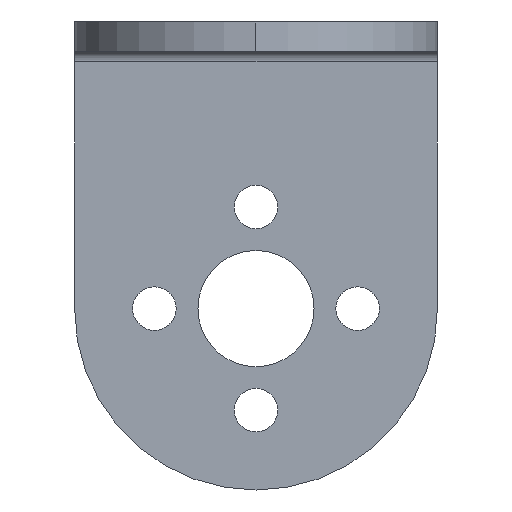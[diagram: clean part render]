
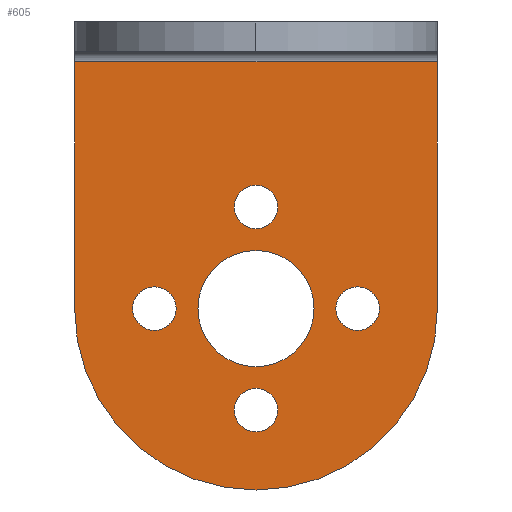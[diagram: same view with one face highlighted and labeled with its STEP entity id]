
A CAD part, left-side view. The second image highlights one B-rep face of the part: STEP entity #605.
In plain terms, the highlighted planar face has unit normal (-1, 0, 0).
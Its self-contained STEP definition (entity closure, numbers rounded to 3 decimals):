
#11 = CARTESIAN_POINT ( 'NONE',  ( 0., -12.5, -2.737 ) ) ;
#13 = ORIENTED_EDGE ( 'NONE', *, *, #378, .T. ) ;
#21 = EDGE_CURVE ( 'NONE', #283, #1054, #194, .T. ) ;
#22 = ORIENTED_EDGE ( 'NONE', *, *, #21, .T. ) ;
#25 = DIRECTION ( 'NONE',  ( 1., 0., 0. ) ) ;
#31 = VECTOR ( 'NONE', #1044, 1000. ) ;
#40 = CIRCLE ( 'NONE', #336, 1.5 ) ;
#45 = DIRECTION ( 'NONE',  ( 0., 0., -1. ) ) ;
#47 = DIRECTION ( 'NONE',  ( 1., 0., 0. ) ) ;
#54 = VERTEX_POINT ( 'NONE', #879 ) ;
#56 = CARTESIAN_POINT ( 'NONE',  ( 0., 0., -25.245 ) ) ;
#57 = CARTESIAN_POINT ( 'NONE',  ( 0., 0., 18.255 ) ) ;
#58 = ORIENTED_EDGE ( 'NONE', *, *, #725, .T. ) ;
#105 = CARTESIAN_POINT ( 'NONE',  ( 0., 0., -2.737 ) ) ;
#106 = ORIENTED_EDGE ( 'NONE', *, *, #435, .T. ) ;
#134 = DIRECTION ( 'NONE',  ( 0., 0., -1. ) ) ;
#167 = FACE_BOUND ( 'NONE', #1094, .T. ) ;
#170 = DIRECTION ( 'NONE',  ( 0., 0., -1. ) ) ;
#173 = CARTESIAN_POINT ( 'NONE',  ( 0., 12.5, -2. ) ) ;
#194 = CIRCLE ( 'NONE', #909, 1.5 ) ;
#195 = VERTEX_POINT ( 'NONE', #676 ) ;
#200 = VERTEX_POINT ( 'NONE', #578 ) ;
#204 = DIRECTION ( 'NONE',  ( 1., 0., 0. ) ) ;
#206 = EDGE_CURVE ( 'NONE', #279, #1111, #831, .T. ) ;
#208 = CIRCLE ( 'NONE', #922, 1.5 ) ;
#248 = VERTEX_POINT ( 'NONE', #11 ) ;
#249 = FACE_BOUND ( 'NONE', #871, .T. ) ;
#253 = CARTESIAN_POINT ( 'NONE',  ( 0., 0., -12.745 ) ) ;
#265 = DIRECTION ( 'NONE',  ( 1., 0., 0. ) ) ;
#279 = VERTEX_POINT ( 'NONE', #684 ) ;
#281 = DIRECTION ( 'NONE',  ( 0., 1., 0. ) ) ;
#283 = VERTEX_POINT ( 'NONE', #520 ) ;
#288 = CARTESIAN_POINT ( 'NONE',  ( 0., 0., -19.745 ) ) ;
#294 = CARTESIAN_POINT ( 'NONE',  ( 0., 0., -26.745 ) ) ;
#298 = VERTEX_POINT ( 'NONE', #355 ) ;
#302 = ORIENTED_EDGE ( 'NONE', *, *, #849, .T. ) ;
#309 = CARTESIAN_POINT ( 'NONE',  ( 0., 0., -19.745 ) ) ;
#312 = CARTESIAN_POINT ( 'NONE',  ( 0., 0., -19.745 ) ) ;
#327 = CIRCLE ( 'NONE', #775, 4. ) ;
#332 = DIRECTION ( 'NONE',  ( 0., 0., -1. ) ) ;
#336 = AXIS2_PLACEMENT_3D ( 'NONE', #1091, #1002, #842 ) ;
#338 = DIRECTION ( 'NONE',  ( 0., 0., -1. ) ) ;
#343 = DIRECTION ( 'NONE',  ( 1., 0., 0. ) ) ;
#346 = EDGE_CURVE ( 'NONE', #733, #54, #40, .T. ) ;
#355 = CARTESIAN_POINT ( 'NONE',  ( 0., -7., -18.245 ) ) ;
#358 = EDGE_CURVE ( 'NONE', #298, #467, #691, .T. ) ;
#366 = AXIS2_PLACEMENT_3D ( 'NONE', #651, #1020, #566 ) ;
#378 = EDGE_CURVE ( 'NONE', #248, #195, #900, .T. ) ;
#424 = CIRCLE ( 'NONE', #366, 12.5 ) ;
#425 = DIRECTION ( 'NONE',  ( 1., 0., 0. ) ) ;
#429 = VERTEX_POINT ( 'NONE', #978 ) ;
#432 = CARTESIAN_POINT ( 'NONE',  ( 0., 0., -32.245 ) ) ;
#435 = EDGE_CURVE ( 'NONE', #429, #200, #636, .T. ) ;
#443 = DIRECTION ( 'NONE',  ( 0., 0., -1. ) ) ;
#467 = VERTEX_POINT ( 'NONE', #648 ) ;
#484 = EDGE_CURVE ( 'NONE', #768, #839, #208, .T. ) ;
#509 = DIRECTION ( 'NONE',  ( 0., 0., -1. ) ) ;
#515 = DIRECTION ( 'NONE',  ( 1., 0., 0. ) ) ;
#520 = CARTESIAN_POINT ( 'NONE',  ( 0., 0., -28.245 ) ) ;
#532 = CIRCLE ( 'NONE', #735, 1.5 ) ;
#533 = CARTESIAN_POINT ( 'NONE',  ( 0., 7., -19.745 ) ) ;
#543 = AXIS2_PLACEMENT_3D ( 'NONE', #288, #204, #45 ) ;
#549 = ORIENTED_EDGE ( 'NONE', *, *, #358, .T. ) ;
#557 = EDGE_LOOP ( 'NONE', ( #640, #58 ) ) ;
#558 = VECTOR ( 'NONE', #807, 1000. ) ;
#562 = CARTESIAN_POINT ( 'NONE',  ( 0., 0., -12.745 ) ) ;
#566 = DIRECTION ( 'NONE',  ( 0., 0., -1. ) ) ;
#570 = EDGE_CURVE ( 'NONE', #467, #298, #769, .T. ) ;
#578 = CARTESIAN_POINT ( 'NONE',  ( 0., 0., -15.745 ) ) ;
#587 = DIRECTION ( 'NONE',  ( 1., 0., 0. ) ) ;
#602 = PLANE ( 'NONE',  #660 ) ;
#605 = ADVANCED_FACE ( 'NONE', ( #868, #854, #167, #249, #674, #608 ), #602, .F. ) ;
#608 = FACE_OUTER_BOUND ( 'NONE', #658, .T. ) ;
#610 = CARTESIAN_POINT ( 'NONE',  ( 0., -7., -19.745 ) ) ;
#629 = VERTEX_POINT ( 'NONE', #874 ) ;
#632 = AXIS2_PLACEMENT_3D ( 'NONE', #294, #25, #134 ) ;
#636 = CIRCLE ( 'NONE', #543, 4. ) ;
#639 = EDGE_LOOP ( 'NONE', ( #1006, #549 ) ) ;
#640 = ORIENTED_EDGE ( 'NONE', *, *, #484, .T. ) ;
#648 = CARTESIAN_POINT ( 'NONE',  ( 0., -7., -21.245 ) ) ;
#649 = ORIENTED_EDGE ( 'NONE', *, *, #709, .T. ) ;
#651 = CARTESIAN_POINT ( 'NONE',  ( 0., 0., -19.745 ) ) ;
#658 = EDGE_LOOP ( 'NONE', ( #1119, #13, #961, #997, #1025 ) ) ;
#660 = AXIS2_PLACEMENT_3D ( 'NONE', #57, #786, #682 ) ;
#662 = CARTESIAN_POINT ( 'NONE',  ( 0., 0., -26.745 ) ) ;
#674 = FACE_BOUND ( 'NONE', #639, .T. ) ;
#676 = CARTESIAN_POINT ( 'NONE',  ( 0., 12.5, -2.737 ) ) ;
#682 = DIRECTION ( 'NONE',  ( 0., 0., -1. ) ) ;
#684 = CARTESIAN_POINT ( 'NONE',  ( 0., -12.5, -19.745 ) ) ;
#687 = CARTESIAN_POINT ( 'NONE',  ( 0., -12.5, -2. ) ) ;
#691 = CIRCLE ( 'NONE', #840, 1.5 ) ;
#709 = EDGE_CURVE ( 'NONE', #54, #733, #1032, .T. ) ;
#713 = EDGE_LOOP ( 'NONE', ( #106, #908 ) ) ;
#715 = LINE ( 'NONE', #173, #558 ) ;
#725 = EDGE_CURVE ( 'NONE', #839, #768, #532, .T. ) ;
#733 = VERTEX_POINT ( 'NONE', #884 ) ;
#735 = AXIS2_PLACEMENT_3D ( 'NONE', #253, #343, #443 ) ;
#748 = VECTOR ( 'NONE', #281, 1000. ) ;
#768 = VERTEX_POINT ( 'NONE', #1079 ) ;
#769 = CIRCLE ( 'NONE', #1066, 1.5 ) ;
#775 = AXIS2_PLACEMENT_3D ( 'NONE', #312, #425, #332 ) ;
#777 = LINE ( 'NONE', #687, #31 ) ;
#786 = DIRECTION ( 'NONE',  ( 1., 0., 0. ) ) ;
#807 = DIRECTION ( 'NONE',  ( 0., 0., -1. ) ) ;
#828 = DIRECTION ( 'NONE',  ( 1., 0., 0. ) ) ;
#831 = CIRCLE ( 'NONE', #1132, 12.5 ) ;
#839 = VERTEX_POINT ( 'NONE', #841 ) ;
#840 = AXIS2_PLACEMENT_3D ( 'NONE', #610, #974, #1148 ) ;
#841 = CARTESIAN_POINT ( 'NONE',  ( 0., 0., -11.245 ) ) ;
#842 = DIRECTION ( 'NONE',  ( 0., 0., -1. ) ) ;
#849 = EDGE_CURVE ( 'NONE', #1054, #283, #877, .T. ) ;
#854 = FACE_BOUND ( 'NONE', #557, .T. ) ;
#868 = FACE_BOUND ( 'NONE', #713, .T. ) ;
#871 = EDGE_LOOP ( 'NONE', ( #22, #302 ) ) ;
#874 = CARTESIAN_POINT ( 'NONE',  ( 0., 12.5, -19.745 ) ) ;
#877 = CIRCLE ( 'NONE', #632, 1.5 ) ;
#879 = CARTESIAN_POINT ( 'NONE',  ( 0., 7., -18.245 ) ) ;
#884 = CARTESIAN_POINT ( 'NONE',  ( 0., 7., -21.245 ) ) ;
#889 = AXIS2_PLACEMENT_3D ( 'NONE', #533, #265, #170 ) ;
#900 = LINE ( 'NONE', #105, #748 ) ;
#905 = EDGE_CURVE ( 'NONE', #1111, #629, #424, .T. ) ;
#908 = ORIENTED_EDGE ( 'NONE', *, *, #1018, .T. ) ;
#909 = AXIS2_PLACEMENT_3D ( 'NONE', #662, #587, #509 ) ;
#922 = AXIS2_PLACEMENT_3D ( 'NONE', #562, #828, #927 ) ;
#927 = DIRECTION ( 'NONE',  ( 0., 0., -1. ) ) ;
#961 = ORIENTED_EDGE ( 'NONE', *, *, #1143, .T. ) ;
#968 = CARTESIAN_POINT ( 'NONE',  ( 0., -7., -19.745 ) ) ;
#974 = DIRECTION ( 'NONE',  ( 1., 0., 0. ) ) ;
#978 = CARTESIAN_POINT ( 'NONE',  ( 0., 0., -23.745 ) ) ;
#997 = ORIENTED_EDGE ( 'NONE', *, *, #905, .F. ) ;
#1002 = DIRECTION ( 'NONE',  ( 1., 0., 0. ) ) ;
#1006 = ORIENTED_EDGE ( 'NONE', *, *, #570, .T. ) ;
#1018 = EDGE_CURVE ( 'NONE', #200, #429, #327, .T. ) ;
#1020 = DIRECTION ( 'NONE',  ( 1., 0., 0. ) ) ;
#1025 = ORIENTED_EDGE ( 'NONE', *, *, #206, .F. ) ;
#1032 = CIRCLE ( 'NONE', #889, 1.5 ) ;
#1044 = DIRECTION ( 'NONE',  ( 0., 0., -1. ) ) ;
#1054 = VERTEX_POINT ( 'NONE', #56 ) ;
#1065 = ORIENTED_EDGE ( 'NONE', *, *, #346, .T. ) ;
#1066 = AXIS2_PLACEMENT_3D ( 'NONE', #968, #515, #338 ) ;
#1079 = CARTESIAN_POINT ( 'NONE',  ( 0., 0., -14.245 ) ) ;
#1091 = CARTESIAN_POINT ( 'NONE',  ( 0., 7., -19.745 ) ) ;
#1094 = EDGE_LOOP ( 'NONE', ( #1065, #649 ) ) ;
#1102 = EDGE_CURVE ( 'NONE', #248, #279, #777, .T. ) ;
#1111 = VERTEX_POINT ( 'NONE', #432 ) ;
#1119 = ORIENTED_EDGE ( 'NONE', *, *, #1102, .F. ) ;
#1128 = DIRECTION ( 'NONE',  ( 0., 0., -1. ) ) ;
#1132 = AXIS2_PLACEMENT_3D ( 'NONE', #309, #47, #1128 ) ;
#1143 = EDGE_CURVE ( 'NONE', #195, #629, #715, .T. ) ;
#1148 = DIRECTION ( 'NONE',  ( 0., 0., -1. ) ) ;
